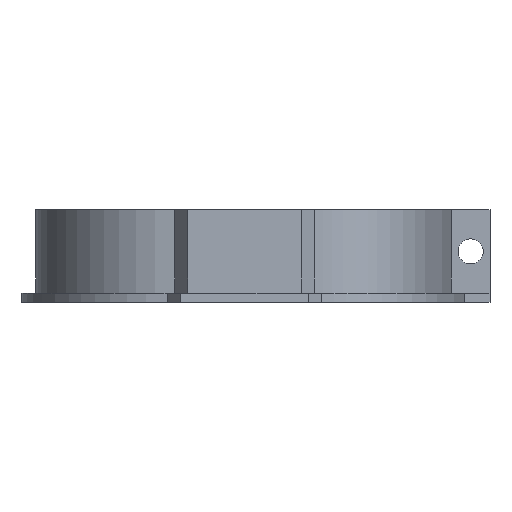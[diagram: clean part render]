
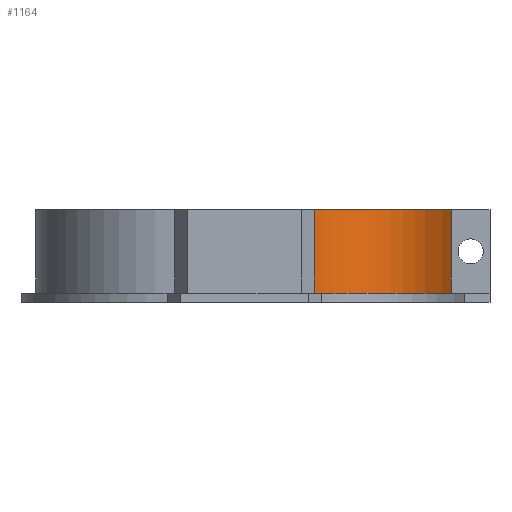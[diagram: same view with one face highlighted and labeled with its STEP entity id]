
A CAD part, left-side view. The second image highlights one B-rep face of the part: STEP entity #1164.
In plain terms, the highlighted free-form (B-spline) face has degree [3, 1] with [8, 2] control points.
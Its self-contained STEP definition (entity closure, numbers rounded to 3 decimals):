
#74=B_SPLINE_CURVE_WITH_KNOTS('',3,(#1671,#1672,#1673,#1674,#1675,#1676,
#1677,#1678,#1679,#1680,#1681,#1682,#1683,#1684),.UNSPECIFIED.,.F.,.F.,
(4,2,2,2,2,2,4),(0.,0.238,0.498,0.628,
0.758,0.888,1.),.UNSPECIFIED.);
#75=B_SPLINE_CURVE_WITH_KNOTS('',3,(#1686,#1687,#1688,#1689,#1690,#1691,
#1692,#1693,#1694,#1695,#1696,#1697,#1698,#1699),.UNSPECIFIED.,.F.,.F.,
(4,2,2,2,2,2,4),(0.,0.238,0.498,0.628,
0.758,0.888,1.),.UNSPECIFIED.);
#159=ORIENTED_EDGE('',*,*,#497,.F.);
#160=ORIENTED_EDGE('',*,*,#496,.F.);
#161=ORIENTED_EDGE('',*,*,#498,.T.);
#162=ORIENTED_EDGE('',*,*,#499,.T.);
#496=EDGE_CURVE('',#661,#660,#774,.T.);
#497=EDGE_CURVE('',#660,#662,#74,.T.);
#498=EDGE_CURVE('',#661,#663,#75,.T.);
#499=EDGE_CURVE('',#663,#662,#775,.T.);
#660=VERTEX_POINT('',#1651);
#661=VERTEX_POINT('',#1653);
#662=VERTEX_POINT('',#1685);
#663=VERTEX_POINT('',#1700);
#774=LINE('',#1654,#904);
#775=LINE('',#1701,#905);
#904=VECTOR('',#1325,1000.);
#905=VECTOR('',#1326,1000.);
#1014=EDGE_LOOP('',(#159,#160,#161,#162));
#1080=FACE_BOUND('',#1014,.T.);
#1136=B_SPLINE_SURFACE_WITH_KNOTS('',3,1,((#1655,#1656),(#1657,#1658),(#1659,
#1660),(#1661,#1662),(#1663,#1664),(#1665,#1666),(#1667,#1668),(#1669,#1670)),
 .SURF_OF_LINEAR_EXTRUSION.,.F.,.F.,.F.,(4,1,1,1,1,4),(2,2),(0.,0.25,0.5,
0.625,0.75,1.),(0.,1.),.UNSPECIFIED.);
#1164=ADVANCED_FACE('',(#1080),#1136,.T.);
#1325=DIRECTION('',(0.,0.,-1.));
#1326=DIRECTION('',(0.,0.,-1.));
#1651=CARTESIAN_POINT('',(84.527,-23.237,0.));
#1653=CARTESIAN_POINT('',(84.527,-23.237,9.));
#1654=CARTESIAN_POINT('',(84.527,-23.237,9.));
#1655=CARTESIAN_POINT('',(84.527,-23.237,9.));
#1656=CARTESIAN_POINT('',(84.527,-23.237,0.));
#1657=CARTESIAN_POINT('',(79.429,-22.999,9.));
#1658=CARTESIAN_POINT('',(79.429,-22.999,0.));
#1659=CARTESIAN_POINT('',(70.676,-22.155,9.));
#1660=CARTESIAN_POINT('',(70.676,-22.155,0.));
#1661=CARTESIAN_POINT('',(63.013,-19.983,9.));
#1662=CARTESIAN_POINT('',(63.013,-19.983,0.));
#1663=CARTESIAN_POINT('',(58.655,-17.374,9.));
#1664=CARTESIAN_POINT('',(58.655,-17.374,0.));
#1665=CARTESIAN_POINT('',(55.461,-14.08,9.));
#1666=CARTESIAN_POINT('',(55.461,-14.08,0.));
#1667=CARTESIAN_POINT('',(54.482,-10.845,9.));
#1668=CARTESIAN_POINT('',(54.482,-10.845,0.));
#1669=CARTESIAN_POINT('',(54.401,-8.427,9.));
#1670=CARTESIAN_POINT('',(54.401,-8.427,0.));
#1671=CARTESIAN_POINT('',(84.527,-23.237,0.));
#1672=CARTESIAN_POINT('',(79.665,-23.01,0.));
#1673=CARTESIAN_POINT('',(75.459,-22.616,0.));
#1674=CARTESIAN_POINT('',(67.922,-21.371,0.));
#1675=CARTESIAN_POINT('',(64.704,-20.482,0.));
#1676=CARTESIAN_POINT('',(60.832,-18.682,0.));
#1677=CARTESIAN_POINT('',(59.701,-18.003,0.));
#1678=CARTESIAN_POINT('',(57.756,-16.46,0.));
#1679=CARTESIAN_POINT('',(56.94,-15.597,0.));
#1680=CARTESIAN_POINT('',(55.646,-13.684,0.));
#1681=CARTESIAN_POINT('',(55.167,-12.634,0.));
#1682=CARTESIAN_POINT('',(54.584,-10.537,0.));
#1683=CARTESIAN_POINT('',(54.437,-9.51,0.));
#1684=CARTESIAN_POINT('',(54.401,-8.427,0.));
#1685=CARTESIAN_POINT('',(54.401,-8.427,0.));
#1686=CARTESIAN_POINT('',(84.527,-23.237,9.));
#1687=CARTESIAN_POINT('',(79.665,-23.01,9.));
#1688=CARTESIAN_POINT('',(75.459,-22.616,9.));
#1689=CARTESIAN_POINT('',(67.922,-21.371,9.));
#1690=CARTESIAN_POINT('',(64.704,-20.482,9.));
#1691=CARTESIAN_POINT('',(60.832,-18.682,9.));
#1692=CARTESIAN_POINT('',(59.701,-18.003,9.));
#1693=CARTESIAN_POINT('',(57.756,-16.46,9.));
#1694=CARTESIAN_POINT('',(56.94,-15.597,9.));
#1695=CARTESIAN_POINT('',(55.646,-13.684,9.));
#1696=CARTESIAN_POINT('',(55.167,-12.634,9.));
#1697=CARTESIAN_POINT('',(54.584,-10.537,9.));
#1698=CARTESIAN_POINT('',(54.437,-9.51,9.));
#1699=CARTESIAN_POINT('',(54.401,-8.427,9.));
#1700=CARTESIAN_POINT('',(54.401,-8.427,9.));
#1701=CARTESIAN_POINT('',(54.401,-8.427,9.));
